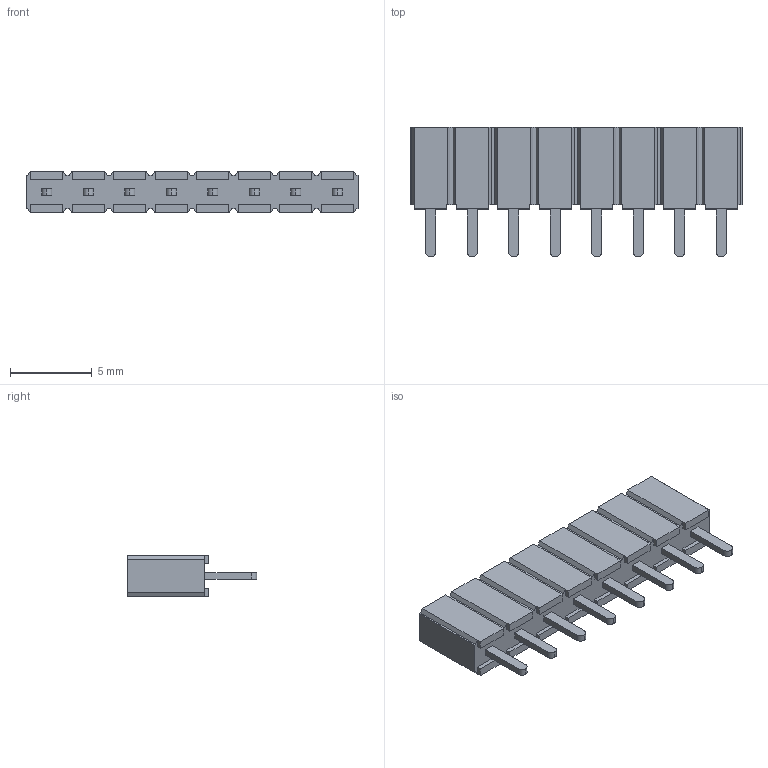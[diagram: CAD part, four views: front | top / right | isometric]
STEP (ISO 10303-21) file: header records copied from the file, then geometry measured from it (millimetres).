
FILE_DESCRIPTION (( 'STEP AP214' ), '1' );
FILE_NAME ('BG095-08-G-N-D.STEP', '2012-07-04T13:03:33', ( 'Master' ), ( '' ), 'SwSTEP 2.0', 'SolidWorks 2010', '' );
FILE_SCHEMA (( 'AUTOMOTIVE_DESIGN' ));
Length unit declared in the file: millimetre
Products named in the file (1): BG095-08-G-N-D
Bounding box: 20.32 x 7.92 x 2.54 mm (x, y, z)
Volume: 223.9 mm3; surface area: 497.3 mm2
Topology: 1 solids, 1 shells, 254 faces, 676 edges, 440 vertices
Faces by surface type: plane 238, cylinder 16
Entity records: 10005 total; most frequent: CARTESIAN_POINT 1371, ORIENTED_EDGE 1352, DIRECTION 1218, EDGE_CURVE 676, VECTOR 644, LINE 644, VERTEX_POINT 440, AXIS2_PLACEMENT_3D 287
